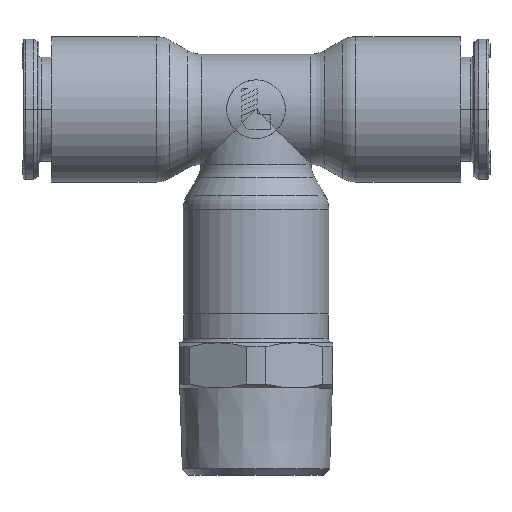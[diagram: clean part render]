
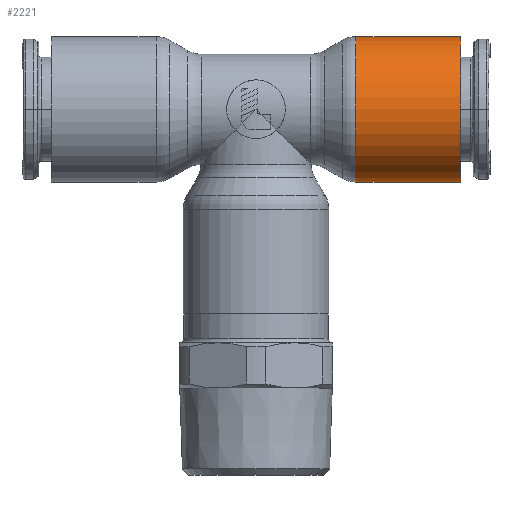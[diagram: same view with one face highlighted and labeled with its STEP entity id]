
A CAD part, top view. The second image highlights one B-rep face of the part: STEP entity #2221.
In plain terms, the highlighted cylindrical face has radius 8.05 mm (diameter 16.1 mm), a partial arc.
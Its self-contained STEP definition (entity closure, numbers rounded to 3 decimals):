
#2221=ADVANCED_FACE('',(#5509),#5510,.T.);
#5509=FACE_OUTER_BOUND('',#10929,.T.);
#5510=CYLINDRICAL_SURFACE('',#10930,8.05);
#10929=EDGE_LOOP('',(#21039,#21040,#21041,#21042));
#10930=AXIS2_PLACEMENT_3D('',#21043,#21044,#21045);
#21039=ORIENTED_EDGE('',*,*,#32585,.T.);
#21040=ORIENTED_EDGE('',*,*,#32586,.T.);
#21041=ORIENTED_EDGE('',*,*,#32587,.T.);
#21042=ORIENTED_EDGE('',*,*,#31145,.T.);
#21043=CARTESIAN_POINT('',(-24.915,0.0,0.0));
#21044=DIRECTION('',(-1.0,-0.0,0.0));
#21045=DIRECTION('',(0.0,-1.0,0.0));
#31145=EDGE_CURVE('',#36521,#36519,#36522,.T.);
#32585=EDGE_CURVE('',#36519,#38952,#38953,.T.);
#32586=EDGE_CURVE('',#38952,#38954,#38955,.T.);
#32587=EDGE_CURVE('',#38954,#36521,#38956,.T.);
#36519=VERTEX_POINT('',#44389);
#36521=VERTEX_POINT('',#44391);
#36522=CIRCLE('',#44392,8.05);
#38952=VERTEX_POINT('',#49219);
#38953=LINE('',#49220,#49221);
#38954=VERTEX_POINT('',#49222);
#38955=CIRCLE('',#49223,8.05);
#38956=LINE('',#49224,#49225);
#44389=CARTESIAN_POINT('',(11.054,-8.05,0.0));
#44391=CARTESIAN_POINT('',(11.054,8.05,0.));
#44392=AXIS2_PLACEMENT_3D('',#58274,#58275,#58276);
#49219=CARTESIAN_POINT('',(22.65,-8.05,0.0));
#49220=CARTESIAN_POINT('',(16.852,-8.05,0.));
#49221=VECTOR('',#59972,1.0);
#49222=CARTESIAN_POINT('',(22.65,8.05,0.));
#49223=AXIS2_PLACEMENT_3D('',#59973,#59974,#59975);
#49224=CARTESIAN_POINT('',(16.852,8.05,0.));
#49225=VECTOR('',#59976,1.0);
#58274=CARTESIAN_POINT('',(11.054,0.0,0.0));
#58275=DIRECTION('',(1.0,0.0,0.0));
#58276=DIRECTION('',(0.0,1.0,0.0));
#59972=DIRECTION('',(1.0,-0.0,-0.0));
#59973=CARTESIAN_POINT('',(22.65,0.0,0.0));
#59974=DIRECTION('',(-1.0,0.0,0.0));
#59975=DIRECTION('',(0.0,1.0,0.0));
#59976=DIRECTION('',(-1.0,-0.0,-0.0));
